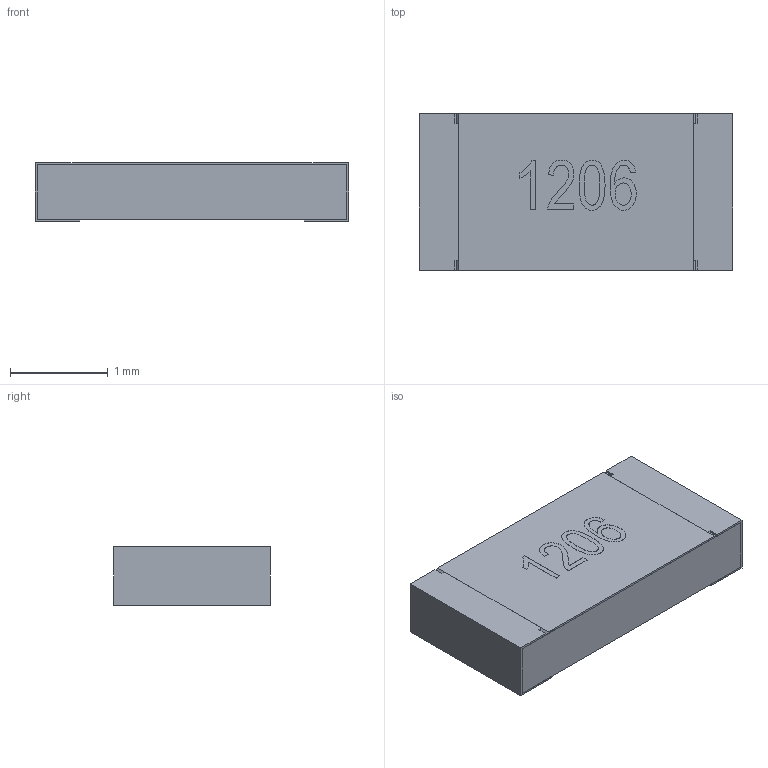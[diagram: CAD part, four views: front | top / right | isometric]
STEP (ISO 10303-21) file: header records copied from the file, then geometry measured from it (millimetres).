
FILE_DESCRIPTION (( 'STEP AP214' ), '1' );
FILE_NAME ('User Library-R_1206.STEP', '2016-06-09T03:00:24', ( 'Windows User' ), ( '' ), 'SwSTEP 2.0', 'SolidWorks 2016', '' );
FILE_SCHEMA (( 'AUTOMOTIVE_DESIGN' ));
Length unit declared in the file: millimetre
Products named in the file (1): User Library-R_1206
Bounding box: 3.2 x 1.6 x 0.6 mm (x, y, z)
Volume: 3 mm3; surface area: 32.6 mm2
Topology: 4 solids, 4 shells, 89 faces, 225 edges, 150 vertices
Faces by surface type: plane 56, bspline 33
Entity records: 5405 total; most frequent: CARTESIAN_POINT 2530, ORIENTED_EDGE 450, DIRECTION 273, EDGE_CURVE 225, VECTOR 159, LINE 159, VERTEX_POINT 150, EDGE_LOOP 95
